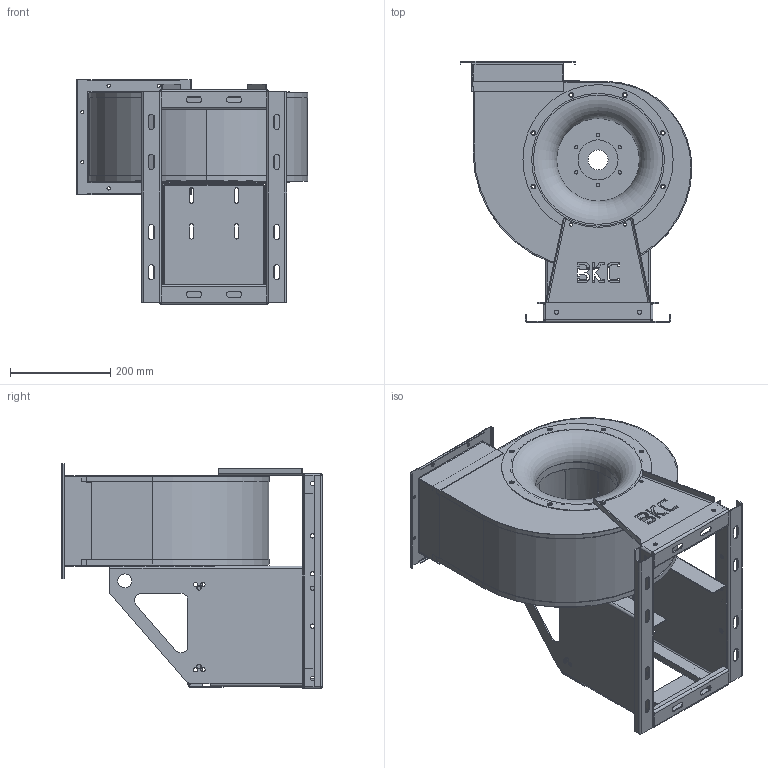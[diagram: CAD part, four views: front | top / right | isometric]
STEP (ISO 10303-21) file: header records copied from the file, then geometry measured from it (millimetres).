
FILE_DESCRIPTION(('STEP AP203'), '1');
FILE_NAME('BP 80-70-2.5', '', ('UNSPECIFIED'), ('UNSPECIFIED'), 'ASCON STEP Converter 1.3', 'ASCON Math Kernel', '');
FILE_SCHEMA(('CONFIG_CONTROL_DESIGN'));
Length unit declared in the file: millimetre
Bounding box: 463 x 521.1 x 449.2 mm (x, y, z)
Volume: 1910645.5 mm3; surface area: 2255483.9 mm2
Topology: 3 solids, 3 shells, 1063 faces, 2928 edges, 1815 vertices
Faces by surface type: plane 702, cylinder 333, bspline 24, torus 4
Full cylindrical faces by diameter (mm): 6.5 x24, 8.5 x46, 9.3 x12, 9.4 x16, 11.3 x14, 28 x2, 40 x1, 80 x1, 165 x1, 168 x1, 253.512 x2, 265 x2, 300 x2
Entity records: 42714 total; most frequent: CARTESIAN_POINT 6739, DIRECTION 5640, ORIENTED_EDGE 5600, EDGE_CURVE 2800, AXIS2_PLACEMENT_3D 1908, LINE 1824, VECTOR 1824, VERTEX_POINT 1815
